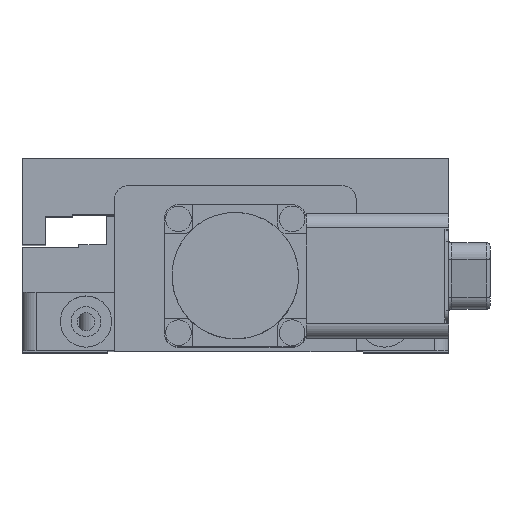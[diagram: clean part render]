
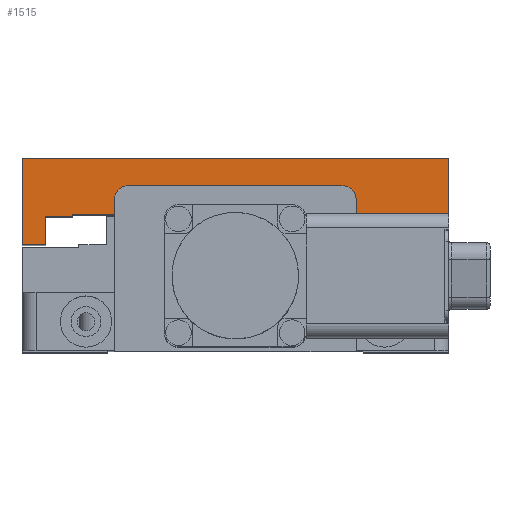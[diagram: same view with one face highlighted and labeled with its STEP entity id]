
A CAD part, top view. The second image highlights one B-rep face of the part: STEP entity #1515.
In plain terms, the highlighted planar face has unit normal (0, 0, 1).
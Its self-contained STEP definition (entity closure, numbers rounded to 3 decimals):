
#238 = VERTEX_POINT ( 'NONE', #3133 ) ;
#424 = VERTEX_POINT ( 'NONE', #1358 ) ;
#429 = CARTESIAN_POINT ( 'NONE',  ( -26.65, 15.1, 30. ) ) ;
#455 = EDGE_CURVE ( 'NONE', #3156, #12168, #3583, .T. ) ;
#505 = DIRECTION ( 'NONE',  ( 0., 0., 1. ) ) ;
#599 = VECTOR ( 'NONE', #3338, 1000. ) ;
#791 = LINE ( 'NONE', #8105, #14475 ) ;
#872 = CARTESIAN_POINT ( 'NONE',  ( 22.85, 19.1, 30. ) ) ;
#1075 = LINE ( 'NONE', #11002, #10877 ) ;
#1165 = VECTOR ( 'NONE', #16255, 1000. ) ;
#1358 = CARTESIAN_POINT ( 'NONE',  ( -30., 15.1, 30. ) ) ;
#1386 = ORIENTED_EDGE ( 'NONE', *, *, #455, .T. ) ;
#1515 = ADVANCED_FACE ( 'NONE', ( #13612 ), #7810, .T. ) ;
#1932 = LINE ( 'NONE', #10182, #599 ) ;
#2074 = CARTESIAN_POINT ( 'NONE',  ( 26.65, 19.1, 30. ) ) ;
#2508 = VECTOR ( 'NONE', #11923, 1000. ) ;
#2513 = DIRECTION ( 'NONE',  ( 1., 0., 0. ) ) ;
#2721 = LINE ( 'NONE', #8448, #12893 ) ;
#3133 = CARTESIAN_POINT ( 'NONE',  ( 22.85, 19.4, 30. ) ) ;
#3145 = LINE ( 'NONE', #6052, #4774 ) ;
#3156 = VERTEX_POINT ( 'NONE', #2074 ) ;
#3273 = EDGE_CURVE ( 'NONE', #10189, #238, #2721, .T. ) ;
#3338 = DIRECTION ( 'NONE',  ( 1., 0., 0. ) ) ;
#3493 = CARTESIAN_POINT ( 'NONE',  ( -30., 19.1, 30. ) ) ;
#3583 = LINE ( 'NONE', #11833, #2508 ) ;
#3701 = CARTESIAN_POINT ( 'NONE',  ( -26.65, 19.1, 30. ) ) ;
#3856 = DIRECTION ( 'NONE',  ( 0., -1., 0. ) ) ;
#4186 = ORIENTED_EDGE ( 'NONE', *, *, #7186, .T. ) ;
#4502 = VECTOR ( 'NONE', #2513, 1000. ) ;
#4653 = ORIENTED_EDGE ( 'NONE', *, *, #9070, .T. ) ;
#4665 = VECTOR ( 'NONE', #7733, 1000. ) ;
#4774 = VECTOR ( 'NONE', #14398, 1000. ) ;
#4812 = ORIENTED_EDGE ( 'NONE', *, *, #16195, .T. ) ;
#5098 = ORIENTED_EDGE ( 'NONE', *, *, #3273, .T. ) ;
#5273 = ORIENTED_EDGE ( 'NONE', *, *, #9469, .T. ) ;
#5289 = CARTESIAN_POINT ( 'NONE',  ( 26.65, 15.1, 30. ) ) ;
#5574 = CARTESIAN_POINT ( 'NONE',  ( 30., 27.2, 30. ) ) ;
#5665 = ORIENTED_EDGE ( 'NONE', *, *, #13785, .T. ) ;
#5804 = CARTESIAN_POINT ( 'NONE',  ( -22.85, 19.4, 30. ) ) ;
#6052 = CARTESIAN_POINT ( 'NONE',  ( 30., 27.2, 30. ) ) ;
#6169 = VECTOR ( 'NONE', #3856, 1000. ) ;
#6790 = DIRECTION ( 'NONE',  ( 0., -1., 0. ) ) ;
#6799 = AXIS2_PLACEMENT_3D ( 'NONE', #3493, #505, #7718 ) ;
#6814 = EDGE_CURVE ( 'NONE', #14225, #15027, #11942, .T. ) ;
#7186 = EDGE_CURVE ( 'NONE', #16706, #424, #9488, .T. ) ;
#7718 = DIRECTION ( 'NONE',  ( 1., 0., 0. ) ) ;
#7733 = DIRECTION ( 'NONE',  ( 0., 1., 0. ) ) ;
#7810 = PLANE ( 'NONE',  #6799 ) ;
#7844 = ORIENTED_EDGE ( 'NONE', *, *, #14521, .T. ) ;
#8105 = CARTESIAN_POINT ( 'NONE',  ( 22.85, 19.1, 30. ) ) ;
#8448 = CARTESIAN_POINT ( 'NONE',  ( 22.85, 19.4, 30. ) ) ;
#8463 = CARTESIAN_POINT ( 'NONE',  ( 30., 15.1, 30. ) ) ;
#9070 = EDGE_CURVE ( 'NONE', #424, #11846, #1075, .T. ) ;
#9469 = EDGE_CURVE ( 'NONE', #238, #18075, #791, .T. ) ;
#9488 = LINE ( 'NONE', #10979, #6169 ) ;
#9678 = EDGE_CURVE ( 'NONE', #9958, #10189, #11353, .T. ) ;
#9875 = EDGE_LOOP ( 'NONE', ( #5665, #1386, #7844, #17146, #15351, #4186, #4653, #4812, #16156, #13159, #5098, #5273 ) ) ;
#9958 = VERTEX_POINT ( 'NONE', #17055 ) ;
#10182 = CARTESIAN_POINT ( 'NONE',  ( 26.65, 19.1, 30. ) ) ;
#10189 = VERTEX_POINT ( 'NONE', #5804 ) ;
#10269 = LINE ( 'NONE', #429, #16217 ) ;
#10877 = VECTOR ( 'NONE', #16712, 1000. ) ;
#10979 = CARTESIAN_POINT ( 'NONE',  ( -30., 27.2, 30. ) ) ;
#11002 = CARTESIAN_POINT ( 'NONE',  ( -26.65, 15.1, 30. ) ) ;
#11269 = DIRECTION ( 'NONE',  ( 0., 1., 0. ) ) ;
#11353 = LINE ( 'NONE', #12850, #11470 ) ;
#11470 = VECTOR ( 'NONE', #11269, 1000. ) ;
#11833 = CARTESIAN_POINT ( 'NONE',  ( 26.65, 15.1, 30. ) ) ;
#11846 = VERTEX_POINT ( 'NONE', #12788 ) ;
#11923 = DIRECTION ( 'NONE',  ( 0., -1., 0. ) ) ;
#11942 = LINE ( 'NONE', #17670, #4665 ) ;
#12168 = VERTEX_POINT ( 'NONE', #5289 ) ;
#12777 = EDGE_CURVE ( 'NONE', #16387, #9958, #13724, .T. ) ;
#12788 = CARTESIAN_POINT ( 'NONE',  ( -26.65, 15.1, 30. ) ) ;
#12850 = CARTESIAN_POINT ( 'NONE',  ( -22.85, 19.1, 30. ) ) ;
#12893 = VECTOR ( 'NONE', #16593, 1000. ) ;
#12976 = DIRECTION ( 'NONE',  ( 0., 1., 0. ) ) ;
#13159 = ORIENTED_EDGE ( 'NONE', *, *, #9678, .T. ) ;
#13240 = CARTESIAN_POINT ( 'NONE',  ( -30., 27.2, 30. ) ) ;
#13612 = FACE_OUTER_BOUND ( 'NONE', #9875, .T. ) ;
#13724 = LINE ( 'NONE', #3701, #1165 ) ;
#13785 = EDGE_CURVE ( 'NONE', #18075, #3156, #1932, .T. ) ;
#13850 = CARTESIAN_POINT ( 'NONE',  ( 26.65, 15.1, 30. ) ) ;
#14225 = VERTEX_POINT ( 'NONE', #8463 ) ;
#14398 = DIRECTION ( 'NONE',  ( -1., 0., 0. ) ) ;
#14475 = VECTOR ( 'NONE', #6790, 1000. ) ;
#14521 = EDGE_CURVE ( 'NONE', #12168, #14225, #18163, .T. ) ;
#15027 = VERTEX_POINT ( 'NONE', #5574 ) ;
#15227 = CARTESIAN_POINT ( 'NONE',  ( -26.65, 19.1, 30. ) ) ;
#15351 = ORIENTED_EDGE ( 'NONE', *, *, #16322, .T. ) ;
#16156 = ORIENTED_EDGE ( 'NONE', *, *, #12777, .T. ) ;
#16195 = EDGE_CURVE ( 'NONE', #11846, #16387, #10269, .T. ) ;
#16217 = VECTOR ( 'NONE', #12976, 1000. ) ;
#16255 = DIRECTION ( 'NONE',  ( 1., 0., 0. ) ) ;
#16322 = EDGE_CURVE ( 'NONE', #15027, #16706, #3145, .T. ) ;
#16387 = VERTEX_POINT ( 'NONE', #15227 ) ;
#16593 = DIRECTION ( 'NONE',  ( 1., 0., 0. ) ) ;
#16706 = VERTEX_POINT ( 'NONE', #13240 ) ;
#16712 = DIRECTION ( 'NONE',  ( 1., 0., 0. ) ) ;
#17055 = CARTESIAN_POINT ( 'NONE',  ( -22.85, 19.1, 30. ) ) ;
#17146 = ORIENTED_EDGE ( 'NONE', *, *, #6814, .T. ) ;
#17670 = CARTESIAN_POINT ( 'NONE',  ( 30., 15.1, 30. ) ) ;
#18075 = VERTEX_POINT ( 'NONE', #872 ) ;
#18163 = LINE ( 'NONE', #13850, #4502 ) ;
